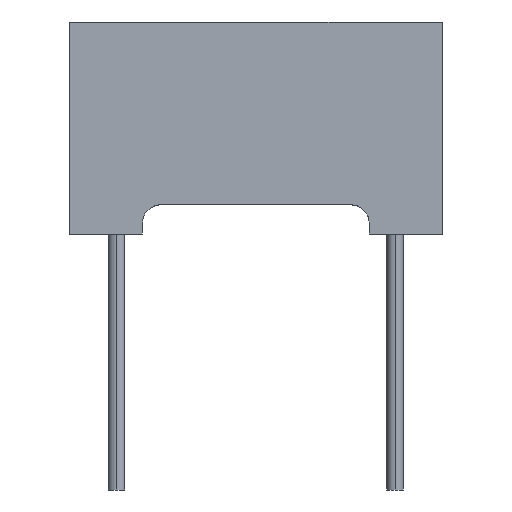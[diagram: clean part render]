
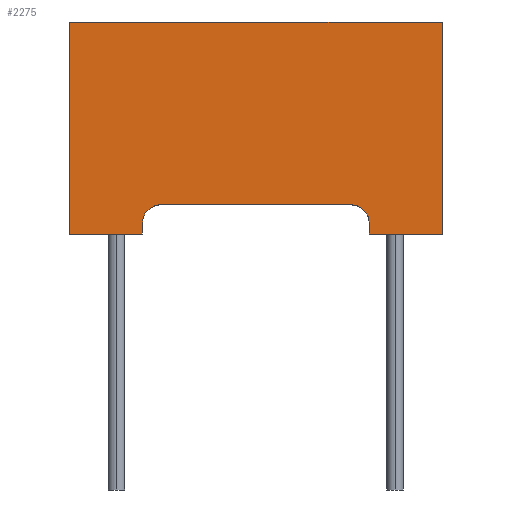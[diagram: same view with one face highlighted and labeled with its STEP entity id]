
A CAD part, left-side view. The second image highlights one B-rep face of the part: STEP entity #2275.
In plain terms, the highlighted planar face has unit normal (-1, 0, 0).
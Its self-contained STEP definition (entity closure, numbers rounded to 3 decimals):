
#183 = CARTESIAN_POINT ( 'NONE',  ( -16.05, -5.1, 5.8 ) ) ;
#220 = LINE ( 'NONE', #9844, #7346 ) ;
#273 = LINE ( 'NONE', #16051, #13126 ) ;
#832 = LINE ( 'NONE', #4161, #12489 ) ;
#931 = EDGE_CURVE ( 'NONE', #1551, #9591, #832, .T. ) ;
#1382 = ORIENTED_EDGE ( 'NONE', *, *, #4952, .F. ) ;
#1421 = DIRECTION ( 'NONE',  ( 0., 0., -1. ) ) ;
#1551 = VERTEX_POINT ( 'NONE', #13519 ) ;
#1583 = CARTESIAN_POINT ( 'NONE',  ( -16.05, 2.6, 0.3 ) ) ;
#2004 = CARTESIAN_POINT ( 'NONE',  ( -16.05, 3.1, 0. ) ) ;
#2123 = CARTESIAN_POINT ( 'NONE',  ( -16.05, 3.1, 0.3 ) ) ;
#2275 = ADVANCED_FACE ( 'NONE', ( #14415 ), #13318, .F. ) ;
#2802 = VERTEX_POINT ( 'NONE', #10895 ) ;
#2844 = CARTESIAN_POINT ( 'NONE',  ( -16.05, -3.1, 0.3 ) ) ;
#3398 = DIRECTION ( 'NONE',  ( 0., 0., -1. ) ) ;
#3614 = ORIENTED_EDGE ( 'NONE', *, *, #12762, .T. ) ;
#3615 = DIRECTION ( 'NONE',  ( 1., 0., 0. ) ) ;
#3774 = CARTESIAN_POINT ( 'NONE',  ( -16.05, -3.1, 0. ) ) ;
#3890 = EDGE_CURVE ( 'NONE', #1551, #5336, #14209, .T. ) ;
#3968 = VERTEX_POINT ( 'NONE', #6746 ) ;
#4076 = VECTOR ( 'NONE', #4531, 1000. ) ;
#4116 = DIRECTION ( 'NONE',  ( 0., 0., -1. ) ) ;
#4161 = CARTESIAN_POINT ( 'NONE',  ( -16.05, 5.1, 5.8 ) ) ;
#4379 = ORIENTED_EDGE ( 'NONE', *, *, #13991, .T. ) ;
#4498 = DIRECTION ( 'NONE',  ( 0., 0., -1. ) ) ;
#4531 = DIRECTION ( 'NONE',  ( 0., -1., 0. ) ) ;
#4597 = DIRECTION ( 'NONE',  ( 1., 0., 0. ) ) ;
#4706 = ORIENTED_EDGE ( 'NONE', *, *, #12588, .T. ) ;
#4768 = VECTOR ( 'NONE', #15577, 1000. ) ;
#4952 = EDGE_CURVE ( 'NONE', #14911, #11170, #9805, .T. ) ;
#5336 = VERTEX_POINT ( 'NONE', #16096 ) ;
#5524 = VERTEX_POINT ( 'NONE', #14238 ) ;
#6569 = ORIENTED_EDGE ( 'NONE', *, *, #7440, .T. ) ;
#6746 = CARTESIAN_POINT ( 'NONE',  ( -16.05, -5.1, 0. ) ) ;
#6944 = CARTESIAN_POINT ( 'NONE',  ( -16.05, -3.1, 0.8 ) ) ;
#7346 = VECTOR ( 'NONE', #3398, 1000. ) ;
#7440 = EDGE_CURVE ( 'NONE', #5336, #11170, #273, .T. ) ;
#7824 = VECTOR ( 'NONE', #4116, 1000. ) ;
#8005 = DIRECTION ( 'NONE',  ( 0., -1., 0. ) ) ;
#8356 = CARTESIAN_POINT ( 'NONE',  ( -16.05, -3.1, 0.8 ) ) ;
#8518 = EDGE_CURVE ( 'NONE', #9591, #3968, #220, .T. ) ;
#8713 = EDGE_LOOP ( 'NONE', ( #1382, #16018, #12621, #4379, #3614, #4706, #15830, #14725, #9471, #6569 ) ) ;
#9077 = LINE ( 'NONE', #8356, #13410 ) ;
#9201 = CARTESIAN_POINT ( 'NONE',  ( -16.05, 5.1, 0. ) ) ;
#9313 = CARTESIAN_POINT ( 'NONE',  ( -16.05, 5.1, 5.8 ) ) ;
#9471 = ORIENTED_EDGE ( 'NONE', *, *, #3890, .T. ) ;
#9553 = EDGE_CURVE ( 'NONE', #14911, #5524, #11805, .T. ) ;
#9575 = DIRECTION ( 'NONE',  ( 0., 0., -1. ) ) ;
#9591 = VERTEX_POINT ( 'NONE', #183 ) ;
#9805 = LINE ( 'NONE', #11476, #7824 ) ;
#9844 = CARTESIAN_POINT ( 'NONE',  ( -16.05, -5.1, 5.8 ) ) ;
#10168 = VERTEX_POINT ( 'NONE', #2844 ) ;
#10895 = CARTESIAN_POINT ( 'NONE',  ( -16.05, -2.6, 0.8 ) ) ;
#11051 = CARTESIAN_POINT ( 'NONE',  ( -16.05, -2.6, 0.3 ) ) ;
#11120 = DIRECTION ( 'NONE',  ( 0., -1., 0. ) ) ;
#11170 = VERTEX_POINT ( 'NONE', #2004 ) ;
#11385 = VERTEX_POINT ( 'NONE', #3774 ) ;
#11394 = DIRECTION ( 'NONE',  ( 1., 0., 0. ) ) ;
#11476 = CARTESIAN_POINT ( 'NONE',  ( -16.05, 3.1, 0.8 ) ) ;
#11805 = CIRCLE ( 'NONE', #11922, 0.5 ) ;
#11922 = AXIS2_PLACEMENT_3D ( 'NONE', #1583, #11394, #1421 ) ;
#12489 = VECTOR ( 'NONE', #8005, 1000. ) ;
#12588 = EDGE_CURVE ( 'NONE', #11385, #3968, #15986, .T. ) ;
#12621 = ORIENTED_EDGE ( 'NONE', *, *, #14952, .T. ) ;
#12762 = EDGE_CURVE ( 'NONE', #10168, #11385, #9077, .T. ) ;
#13126 = VECTOR ( 'NONE', #11120, 1000. ) ;
#13318 = PLANE ( 'NONE',  #13639 ) ;
#13410 = VECTOR ( 'NONE', #4498, 1000. ) ;
#13519 = CARTESIAN_POINT ( 'NONE',  ( -16.05, 5.1, 5.8 ) ) ;
#13639 = AXIS2_PLACEMENT_3D ( 'NONE', #14589, #4597, #9575 ) ;
#13896 = DIRECTION ( 'NONE',  ( 0., 0., -1. ) ) ;
#13991 = EDGE_CURVE ( 'NONE', #2802, #10168, #15098, .T. ) ;
#14209 = LINE ( 'NONE', #9313, #14607 ) ;
#14238 = CARTESIAN_POINT ( 'NONE',  ( -16.05, 2.6, 0.8 ) ) ;
#14377 = DIRECTION ( 'NONE',  ( 0., 0., -1. ) ) ;
#14415 = FACE_OUTER_BOUND ( 'NONE', #8713, .T. ) ;
#14589 = CARTESIAN_POINT ( 'NONE',  ( -16.05, 5.1, 5.8 ) ) ;
#14607 = VECTOR ( 'NONE', #14377, 1000. ) ;
#14725 = ORIENTED_EDGE ( 'NONE', *, *, #931, .F. ) ;
#14911 = VERTEX_POINT ( 'NONE', #2123 ) ;
#14952 = EDGE_CURVE ( 'NONE', #5524, #2802, #16039, .T. ) ;
#15098 = CIRCLE ( 'NONE', #15900, 0.5 ) ;
#15577 = DIRECTION ( 'NONE',  ( 0., -1., 0. ) ) ;
#15830 = ORIENTED_EDGE ( 'NONE', *, *, #8518, .F. ) ;
#15900 = AXIS2_PLACEMENT_3D ( 'NONE', #11051, #3615, #13896 ) ;
#15986 = LINE ( 'NONE', #9201, #4768 ) ;
#16018 = ORIENTED_EDGE ( 'NONE', *, *, #9553, .T. ) ;
#16039 = LINE ( 'NONE', #6944, #4076 ) ;
#16051 = CARTESIAN_POINT ( 'NONE',  ( -16.05, 5.1, 0. ) ) ;
#16096 = CARTESIAN_POINT ( 'NONE',  ( -16.05, 5.1, 0. ) ) ;
